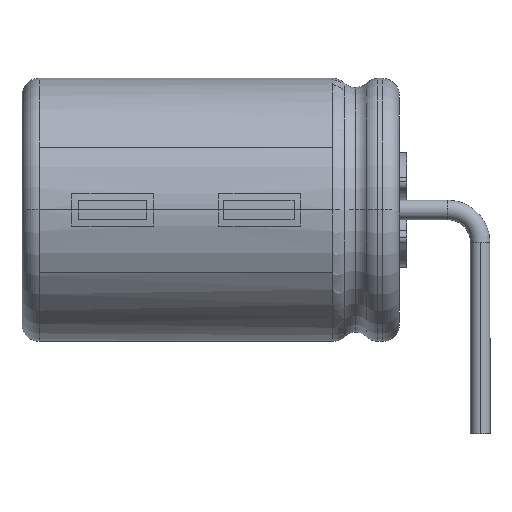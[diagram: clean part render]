
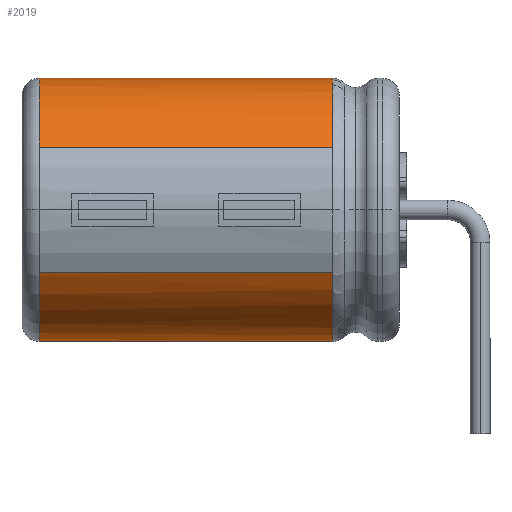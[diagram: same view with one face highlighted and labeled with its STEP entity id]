
A CAD part, left-side view. The second image highlights one B-rep face of the part: STEP entity #2019.
In plain terms, the highlighted cylindrical face has radius 4.025 mm (diameter 8.051 mm), a partial arc.
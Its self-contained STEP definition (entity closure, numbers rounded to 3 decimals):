
#52 = CARTESIAN_POINT ( 'NONE',  ( -3.539, 2.52, 1.919 ) ) ;
#76 = VERTEX_POINT ( 'NONE', #2265 ) ;
#86 = CARTESIAN_POINT ( 'NONE',  ( -3.539, 11.49, 1.919 ) ) ;
#94 = EDGE_CURVE ( 'NONE', #76, #3757, #290, .T. ) ;
#128 = CARTESIAN_POINT ( 'NONE',  ( -3.539, 2.52, -1.919 ) ) ;
#184 = EDGE_LOOP ( 'NONE', ( #2853, #4155, #3462, #2856, #3530, #1318, #881, #3114 ) ) ;
#290 = LINE ( 'NONE', #86, #970 ) ;
#407 = CARTESIAN_POINT ( 'NONE',  ( 0., 2.52, 4.025 ) ) ;
#467 = VERTEX_POINT ( 'NONE', #847 ) ;
#599 = CIRCLE ( 'NONE', #2606, 4.025 ) ;
#670 = EDGE_CURVE ( 'NONE', #1111, #3586, #3935, .T. ) ;
#725 = CARTESIAN_POINT ( 'NONE',  ( 0., 2.52, 0. ) ) ;
#758 = DIRECTION ( 'NONE',  ( 1., 0., 0. ) ) ;
#769 = LINE ( 'NONE', #128, #1225 ) ;
#847 = CARTESIAN_POINT ( 'NONE',  ( -3.539, 11.49, -1.919 ) ) ;
#881 = ORIENTED_EDGE ( 'NONE', *, *, #3975, .F. ) ;
#914 = CARTESIAN_POINT ( 'NONE',  ( -3.539, 2.52, -1.919 ) ) ;
#959 = EDGE_CURVE ( 'NONE', #3586, #3757, #2918, .T. ) ;
#970 = VECTOR ( 'NONE', #2234, 1000. ) ;
#1022 = CARTESIAN_POINT ( 'NONE',  ( 0., 12.922, 4.025 ) ) ;
#1041 = VERTEX_POINT ( 'NONE', #1192 ) ;
#1064 = EDGE_CURVE ( 'NONE', #3362, #467, #769, .T. ) ;
#1111 = VERTEX_POINT ( 'NONE', #4092 ) ;
#1177 = CARTESIAN_POINT ( 'NONE',  ( 0., 2.52, 0. ) ) ;
#1192 = CARTESIAN_POINT ( 'NONE',  ( 0., 2.52, -4.025 ) ) ;
#1225 = VECTOR ( 'NONE', #2314, 1000. ) ;
#1318 = ORIENTED_EDGE ( 'NONE', *, *, #2385, .F. ) ;
#1479 = CARTESIAN_POINT ( 'NONE',  ( 0., 12.922, -4.025 ) ) ;
#1572 = CARTESIAN_POINT ( 'NONE',  ( 0., 11.49, 0. ) ) ;
#1728 = VERTEX_POINT ( 'NONE', #2543 ) ;
#1784 = CIRCLE ( 'NONE', #2272, 4.025 ) ;
#1909 = CARTESIAN_POINT ( 'NONE',  ( 0., 12.922, 0. ) ) ;
#2019 = ADVANCED_FACE ( 'NONE', ( #2717 ), #3045, .T. ) ;
#2088 = DIRECTION ( 'NONE',  ( 1., 0., 0. ) ) ;
#2234 = DIRECTION ( 'NONE',  ( 0., -1., 0. ) ) ;
#2255 = DIRECTION ( 'NONE',  ( 0., -1., 0. ) ) ;
#2265 = CARTESIAN_POINT ( 'NONE',  ( -3.539, 11.49, 1.919 ) ) ;
#2272 = AXIS2_PLACEMENT_3D ( 'NONE', #725, #3605, #2088 ) ;
#2278 = AXIS2_PLACEMENT_3D ( 'NONE', #1177, #3327, #4431 ) ;
#2314 = DIRECTION ( 'NONE',  ( 0., 1., 0. ) ) ;
#2385 = EDGE_CURVE ( 'NONE', #1041, #1728, #4119, .T. ) ;
#2480 = DIRECTION ( 'NONE',  ( 0., -1., 0. ) ) ;
#2543 = CARTESIAN_POINT ( 'NONE',  ( 0., 11.5, -4.025 ) ) ;
#2606 = AXIS2_PLACEMENT_3D ( 'NONE', #4419, #2255, #758 ) ;
#2662 = DIRECTION ( 'NONE',  ( -0.879, 0., 0.477 ) ) ;
#2717 = FACE_OUTER_BOUND ( 'NONE', #184, .T. ) ;
#2799 = AXIS2_PLACEMENT_3D ( 'NONE', #1572, #4089, #2662 ) ;
#2853 = ORIENTED_EDGE ( 'NONE', *, *, #2960, .T. ) ;
#2856 = ORIENTED_EDGE ( 'NONE', *, *, #670, .F. ) ;
#2918 = CIRCLE ( 'NONE', #2278, 4.025 ) ;
#2928 = DIRECTION ( 'NONE',  ( 0., 1., 0. ) ) ;
#2960 = EDGE_CURVE ( 'NONE', #467, #76, #3029, .T. ) ;
#3029 = CIRCLE ( 'NONE', #2799, 4.025 ) ;
#3035 = VECTOR ( 'NONE', #2480, 1000. ) ;
#3045 = CYLINDRICAL_SURFACE ( 'NONE', #3962, 4.025 ) ;
#3114 = ORIENTED_EDGE ( 'NONE', *, *, #1064, .T. ) ;
#3266 = EDGE_CURVE ( 'NONE', #1111, #1728, #599, .T. ) ;
#3327 = DIRECTION ( 'NONE',  ( 0., -1., 0. ) ) ;
#3362 = VERTEX_POINT ( 'NONE', #914 ) ;
#3462 = ORIENTED_EDGE ( 'NONE', *, *, #959, .F. ) ;
#3530 = ORIENTED_EDGE ( 'NONE', *, *, #3266, .T. ) ;
#3586 = VERTEX_POINT ( 'NONE', #407 ) ;
#3605 = DIRECTION ( 'NONE',  ( 0., -1., 0. ) ) ;
#3731 = VECTOR ( 'NONE', #2928, 1000. ) ;
#3757 = VERTEX_POINT ( 'NONE', #52 ) ;
#3935 = LINE ( 'NONE', #1022, #3035 ) ;
#3962 = AXIS2_PLACEMENT_3D ( 'NONE', #1909, #4038, #4086 ) ;
#3975 = EDGE_CURVE ( 'NONE', #3362, #1041, #1784, .T. ) ;
#4038 = DIRECTION ( 'NONE',  ( 0., 1., 0. ) ) ;
#4086 = DIRECTION ( 'NONE',  ( 1., 0., 0. ) ) ;
#4089 = DIRECTION ( 'NONE',  ( 0., 1., 0. ) ) ;
#4092 = CARTESIAN_POINT ( 'NONE',  ( 0., 11.5, 4.025 ) ) ;
#4119 = LINE ( 'NONE', #1479, #3731 ) ;
#4155 = ORIENTED_EDGE ( 'NONE', *, *, #94, .T. ) ;
#4419 = CARTESIAN_POINT ( 'NONE',  ( 0., 11.5, 0. ) ) ;
#4431 = DIRECTION ( 'NONE',  ( 1., 0., 0. ) ) ;
